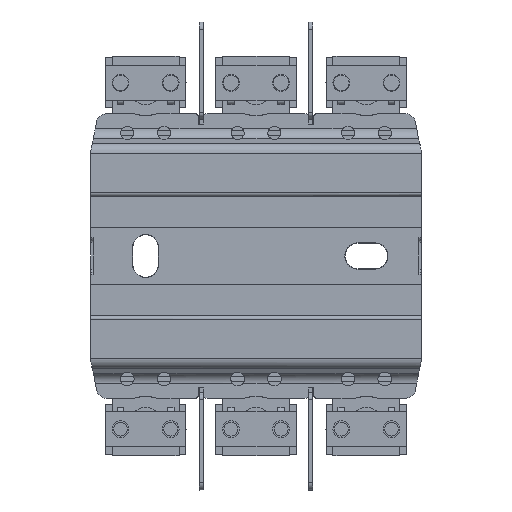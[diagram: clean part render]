
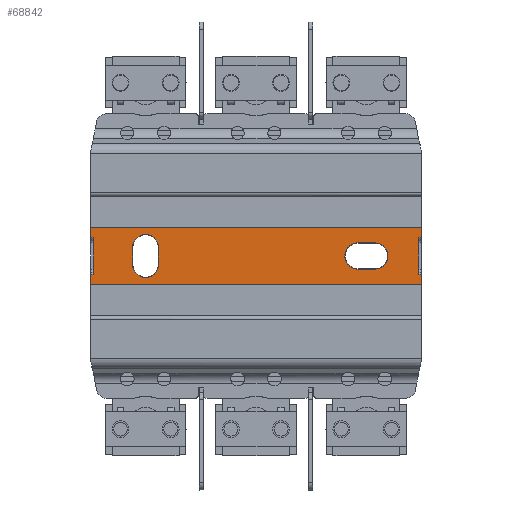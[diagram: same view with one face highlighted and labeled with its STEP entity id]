
A CAD part, front view. The second image highlights one B-rep face of the part: STEP entity #68842.
In plain terms, the highlighted face is planar.
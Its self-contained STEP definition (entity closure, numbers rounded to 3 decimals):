
#28237=DIRECTION('',(0.,0.,1.));
#28238=VECTOR('',#28237,3.04);
#28239=CARTESIAN_POINT('',(1.9,-49.497,-8.536));
#28240=LINE('',#28239,#28238);
#28264=CARTESIAN_POINT('',(1.9,-49.497,5.496));
#28269=DIRECTION('',(0.,0.,1.));
#28270=VECTOR('',#28269,3.031);
#28271=CARTESIAN_POINT('',(1.9,-49.497,5.496));
#28272=LINE('',#28271,#28270);
#36375=CARTESIAN_POINT('',(1.9,49.497,-5.496));
#36490=DIRECTION('',(0.,1.,0.));
#36491=VECTOR('',#36490,98.993);
#36492=CARTESIAN_POINT('',(1.9,-49.497,8.527));
#36493=LINE('',#36492,#36491);
#36511=DIRECTION('',(0.,1.,0.));
#36512=VECTOR('',#36511,98.993);
#36513=CARTESIAN_POINT('',(1.9,-49.497,-8.536));
#36514=LINE('',#36513,#36512);
#36518=DIRECTION('',(0.,0.,1.));
#36519=VECTOR('',#36518,3.04);
#36520=CARTESIAN_POINT('',(1.9,49.497,-8.536));
#36521=LINE('',#36520,#36519);
#36525=DIRECTION('',(0.,0.,1.));
#36526=VECTOR('',#36525,3.031);
#36527=CARTESIAN_POINT('',(1.9,49.497,5.496));
#36528=LINE('',#36527,#36526);
#36532=CARTESIAN_POINT('',(1.9,33.,2.5));
#36533=DIRECTION('',(-1.,0.,0.));
#36534=DIRECTION('',(0.,-1.,0.));
#36535=AXIS2_PLACEMENT_3D('',#36532,#36533,#36534);
#36540=CARTESIAN_POINT('',(1.9,33.,-2.5));
#36541=DIRECTION('',(-1.,0.,0.));
#36542=DIRECTION('',(0.,1.,0.));
#36543=AXIS2_PLACEMENT_3D('',#36540,#36541,#36542);
#36548=CARTESIAN_POINT('',(1.9,-35.5,0.));
#36549=DIRECTION('',(-1.,0.,0.));
#36550=DIRECTION('',(0.,0.,-1.));
#36551=AXIS2_PLACEMENT_3D('',#36548,#36549,#36550);
#36556=CARTESIAN_POINT('',(1.9,-30.5,0.));
#36557=DIRECTION('',(-1.,0.,0.));
#36558=DIRECTION('',(0.,0.,1.));
#36559=AXIS2_PLACEMENT_3D('',#36556,#36557,#36558);
#36733=DIRECTION('',(0.,1.,0.));
#36734=VECTOR('',#36733,0.811);
#36735=CARTESIAN_POINT('',(1.9,48.686,-5.496));
#36736=LINE('',#36735,#36734);
#36793=DIRECTION('',(0.,0.,-1.));
#36794=VECTOR('',#36793,10.991);
#36795=CARTESIAN_POINT('',(1.9,48.686,5.496));
#36796=LINE('',#36795,#36794);
#36874=DIRECTION('',(0.,-1.,0.));
#36875=VECTOR('',#36874,0.811);
#36876=CARTESIAN_POINT('',(1.9,49.497,5.496));
#36877=LINE('',#36876,#36875);
#36881=DIRECTION('',(0.,-1.,0.));
#36882=VECTOR('',#36881,0.811);
#36883=CARTESIAN_POINT('',(1.9,-48.686,5.496));
#36884=LINE('',#36883,#36882);
#36948=DIRECTION('',(0.,0.,1.));
#36949=VECTOR('',#36948,10.991);
#36950=CARTESIAN_POINT('',(1.9,-48.686,-5.496));
#36951=LINE('',#36950,#36949);
#37022=DIRECTION('',(0.,1.,0.));
#37023=VECTOR('',#37022,0.811);
#37024=CARTESIAN_POINT('',(1.9,-49.497,-5.496));
#37025=LINE('',#37024,#37023);
#37051=DIRECTION('',(0.,0.,-1.));
#37052=VECTOR('',#37051,5.);
#37053=CARTESIAN_POINT('',(1.9,29.063,2.5));
#37054=LINE('',#37053,#37052);
#37087=DIRECTION('',(0.,0.,1.));
#37088=VECTOR('',#37087,5.);
#37089=CARTESIAN_POINT('',(1.9,36.937,
-2.5));
#37090=LINE('',#37089,#37088);
#37497=DIRECTION('',(0.,1.,0.));
#37498=VECTOR('',#37497,5.);
#37499=CARTESIAN_POINT('',(1.9,-35.5,
-3.937));
#37500=LINE('',#37499,#37498);
#37921=DIRECTION('',(0.,-1.,0.));
#37922=VECTOR('',#37921,5.);
#37923=CARTESIAN_POINT('',(1.9,-30.5,
3.937));
#37924=LINE('',#37923,#37922);
#49622=CARTESIAN_POINT('',(1.9,-49.497,-8.536));
#49623=VERTEX_POINT('',#49622);
#49624=CARTESIAN_POINT('',(1.9,-49.497,-5.496));
#49625=VERTEX_POINT('',#49624);
#49635=VERTEX_POINT('',#28264);
#49636=CARTESIAN_POINT('',(1.9,-49.497,8.527));
#49637=VERTEX_POINT('',#49636);
#50814=CARTESIAN_POINT('',(1.9,49.497,8.527));
#50815=VERTEX_POINT('',#50814);
#50816=CARTESIAN_POINT('',(1.9,49.497,5.496));
#50817=VERTEX_POINT('',#50816);
#50827=VERTEX_POINT('',#36375);
#50828=CARTESIAN_POINT('',(1.9,49.497,-8.536));
#50829=VERTEX_POINT('',#50828);
#50853=CARTESIAN_POINT('',(1.9,48.686,-5.496));
#50854=VERTEX_POINT('',#50853);
#50855=CARTESIAN_POINT('',(1.9,48.686,5.496));
#50856=VERTEX_POINT('',#50855);
#50857=CARTESIAN_POINT('',(1.9,-48.686,5.496));
#50858=VERTEX_POINT('',#50857);
#50859=CARTESIAN_POINT('',(1.9,-48.686,-5.496));
#50860=VERTEX_POINT('',#50859);
#50861=CARTESIAN_POINT('',(1.9,29.063,2.5));
#50862=CARTESIAN_POINT('',(1.9,36.937,2.5));
#50863=VERTEX_POINT('',#50861);
#50864=VERTEX_POINT('',#50862);
#50865=CARTESIAN_POINT('',(1.9,36.937,
-2.5));
#50866=VERTEX_POINT('',#50865);
#50867=CARTESIAN_POINT('',(1.9,29.063,-2.5));
#50868=VERTEX_POINT('',#50867);
#50869=CARTESIAN_POINT('',(1.9,-35.5,
-3.937));
#50870=CARTESIAN_POINT('',(1.9,-30.5,
-3.937));
#50871=VERTEX_POINT('',#50869);
#50872=VERTEX_POINT('',#50870);
#50873=CARTESIAN_POINT('',(1.9,-35.5,3.937));
#50874=VERTEX_POINT('',#50873);
#50875=CARTESIAN_POINT('',(1.9,-30.5,
3.937));
#50876=VERTEX_POINT('',#50875);
#68796=CARTESIAN_POINT('',(1.9,0.,7.15));
#68797=DIRECTION('',(-1.,0.,0.));
#68798=DIRECTION('',(0.,0.,1.));
#68799=AXIS2_PLACEMENT_3D('',#68796,#68797,#68798);
#68800=PLANE('',#68799);
#68802=ORIENTED_EDGE('',*,*,#68801,.T.);
#68803=ORIENTED_EDGE('',*,*,#68694,.T.);
#68805=ORIENTED_EDGE('',*,*,#68804,.F.);
#68807=ORIENTED_EDGE('',*,*,#68806,.F.);
#68809=ORIENTED_EDGE('',*,*,#68808,.F.);
#68810=ORIENTED_EDGE('',*,*,#68678,.T.);
#68811=ORIENTED_EDGE('',*,*,#68782,.F.);
#68812=ORIENTED_EDGE('',*,*,#55975,.F.);
#68814=ORIENTED_EDGE('',*,*,#68813,.F.);
#68816=ORIENTED_EDGE('',*,*,#68815,.F.);
#68818=ORIENTED_EDGE('',*,*,#68817,.F.);
#68819=ORIENTED_EDGE('',*,*,#55959,.F.);
#68820=EDGE_LOOP('',(#68802,#68803,#68805,#68807,#68809,#68810,#68811,#68812,
#68814,#68816,#68818,#68819));
#68821=FACE_OUTER_BOUND('',#68820,.F.);
#68823=ORIENTED_EDGE('',*,*,#68822,.T.);
#68825=ORIENTED_EDGE('',*,*,#68824,.F.);
#68827=ORIENTED_EDGE('',*,*,#68826,.T.);
#68829=ORIENTED_EDGE('',*,*,#68828,.F.);
#68830=EDGE_LOOP('',(#68823,#68825,#68827,#68829));
#68831=FACE_BOUND('',#68830,.F.);
#68833=ORIENTED_EDGE('',*,*,#68832,.F.);
#68835=ORIENTED_EDGE('',*,*,#68834,.T.);
#68837=ORIENTED_EDGE('',*,*,#68836,.F.);
#68839=ORIENTED_EDGE('',*,*,#68838,.T.);
#68840=EDGE_LOOP('',(#68833,#68835,#68837,#68839));
#68841=FACE_BOUND('',#68840,.F.);
#36536=CIRCLE('',#36535,3.937);
#36544=CIRCLE('',#36543,3.937);
#36552=CIRCLE('',#36551,3.937);
#36560=CIRCLE('',#36559,3.937);
#55959=EDGE_CURVE('',#49623,#49625,#28240,.T.);
#55975=EDGE_CURVE('',#49635,#49637,#28272,.T.);
#68678=EDGE_CURVE('',#50817,#50815,#36528,.T.);
#68694=EDGE_CURVE('',#50829,#50827,#36521,.T.);
#68782=EDGE_CURVE('',#49637,#50815,#36493,.T.);
#68801=EDGE_CURVE('',#49623,#50829,#36514,.T.);
#68804=EDGE_CURVE('',#50854,#50827,#36736,.T.);
#68806=EDGE_CURVE('',#50856,#50854,#36796,.T.);
#68808=EDGE_CURVE('',#50817,#50856,#36877,.T.);
#68813=EDGE_CURVE('',#50858,#49635,#36884,.T.);
#68815=EDGE_CURVE('',#50860,#50858,#36951,.T.);
#68817=EDGE_CURVE('',#49625,#50860,#37025,.T.);
#68822=EDGE_CURVE('',#50863,#50864,#36536,.T.);
#68824=EDGE_CURVE('',#50866,#50864,#37090,.T.);
#68826=EDGE_CURVE('',#50866,#50868,#36544,.T.);
#68828=EDGE_CURVE('',#50863,#50868,#37054,.T.);
#68832=EDGE_CURVE('',#50871,#50872,#37500,.T.);
#68834=EDGE_CURVE('',#50871,#50874,#36552,.T.);
#68836=EDGE_CURVE('',#50876,#50874,#37924,.T.);
#68838=EDGE_CURVE('',#50876,#50872,#36560,.T.);
#68842=ADVANCED_FACE('',(#68821,#68831,#68841),#68800,.T.);
